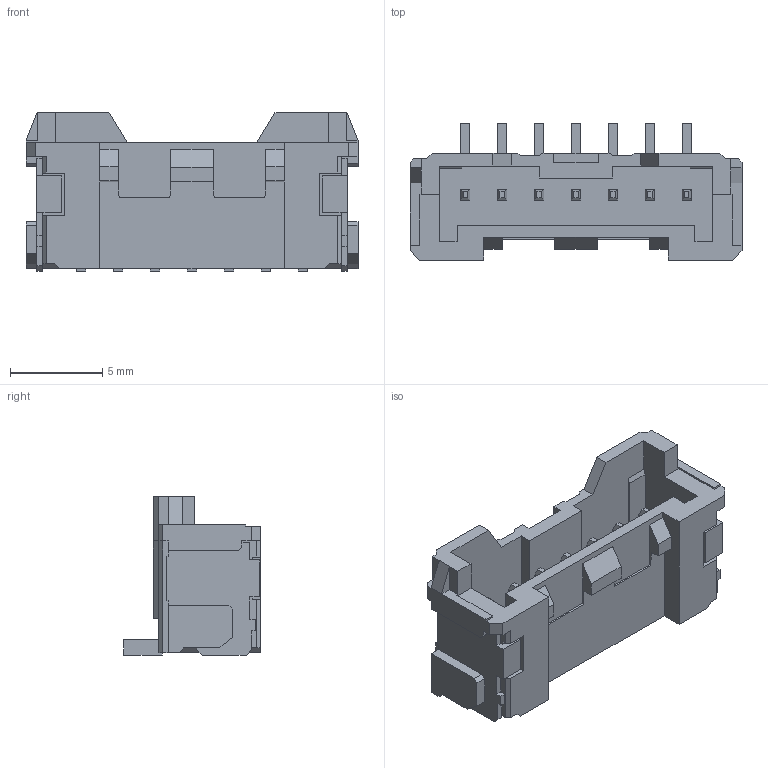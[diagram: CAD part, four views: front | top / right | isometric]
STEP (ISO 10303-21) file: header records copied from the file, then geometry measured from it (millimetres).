
FILE_DESCRIPTION((''),'2;1');
FILE_NAME('5055750771','2018-10-08T',('gga'),(''),'PRO/ENGINEER BY PARAMETRIC TECHNOLOGY CORPORATION, 2016010','PRO/ENGINEER BY PARAMETRIC TECHNOLOGY CORPORATION, 2016010','');
FILE_SCHEMA(('CONFIG_CONTROL_DESIGN'));
Length unit declared in the file: millimetre
Products named in the file (1): 5055750771
Bounding box: 18 x 7.41 x 8.6 mm (x, y, z)
Volume: 406.5 mm3; surface area: 904.8 mm2
Topology: 1 solids, 1 shells, 303 faces, 904 edges, 604 vertices
Faces by surface type: plane 303
Entity records: 9918 total; most frequent: CARTESIAN_POINT 1772, ORIENTED_EDGE 1732, DIRECTION 1512, VECTOR 904, LINE 904, EDGE_CURVE 866, VERTEX_POINT 564, EDGE_LOOP 310
